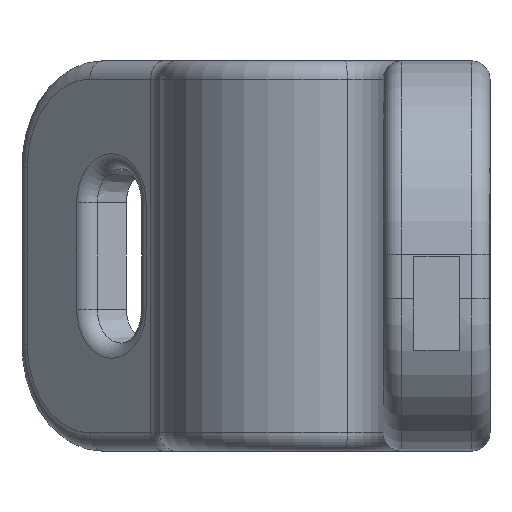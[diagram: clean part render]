
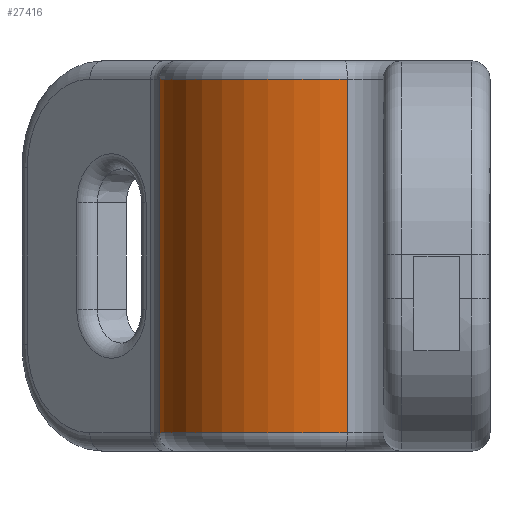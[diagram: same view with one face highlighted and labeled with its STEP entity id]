
A CAD part, left-side view. The second image highlights one B-rep face of the part: STEP entity #27416.
In plain terms, the highlighted cylindrical face has radius 5.5 mm (diameter 11 mm), a partial arc.
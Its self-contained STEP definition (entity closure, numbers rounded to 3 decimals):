
#486=CARTESIAN_POINT('',(0.,-0.15,-5.8));
#487=DIRECTION('',(0.,0.,-1.));
#488=DIRECTION('',(-0.993,-0.121,0.));
#489=AXIS2_PLACEMENT_3D('',#486,#487,#488);
#4306=DIRECTION('',(0.,0.,1.));
#4307=VECTOR('',#4306,11.6);
#4308=CARTESIAN_POINT('',(-5.459,-0.818,-5.8));
#4309=LINE('',#4308,#4307);
#4310=DIRECTION('',(0.,0.,1.));
#4311=VECTOR('',#4310,11.6);
#4312=CARTESIAN_POINT('',(0.381,5.337,-5.8));
#4313=LINE('',#4312,#4311);
#4415=CARTESIAN_POINT('',(0.,-0.15,5.8));
#4416=DIRECTION('',(0.,0.,1.));
#4417=DIRECTION('',(0.069,0.998,0.));
#4418=AXIS2_PLACEMENT_3D('',#4415,#4416,#4417);
#19578=CARTESIAN_POINT('',(-5.459,-0.818,-5.8));
#19579=CARTESIAN_POINT('',(-5.459,-0.818,5.8));
#19580=VERTEX_POINT('',#19578);
#19581=VERTEX_POINT('',#19579);
#19582=CARTESIAN_POINT('',(0.381,5.337,-5.8));
#19583=CARTESIAN_POINT('',(0.381,5.337,5.8));
#19584=VERTEX_POINT('',#19582);
#19585=VERTEX_POINT('',#19583);
#27403=CARTESIAN_POINT('',(0.,-0.15,-6.4));
#27404=DIRECTION('',(0.,0.,1.));
#27405=DIRECTION('',(1.,0.,0.));
#27406=AXIS2_PLACEMENT_3D('',#27403,#27404,#27405);
#27407=CYLINDRICAL_SURFACE('',#27406,5.5);
#27408=ORIENTED_EDGE('',*,*,#27395,.F.);
#27409=ORIENTED_EDGE('',*,*,#24533,.T.);
#27411=ORIENTED_EDGE('',*,*,#27410,.T.);
#27413=ORIENTED_EDGE('',*,*,#27412,.T.);
#27414=EDGE_LOOP('',(#27408,#27409,#27411,#27413));
#27415=FACE_OUTER_BOUND('',#27414,.F.);
#27416=ADVANCED_FACE('',(#27415),#27407,.T.);
#490=CIRCLE('',#489,5.5);
#4419=CIRCLE('',#4418,5.5);
#24533=EDGE_CURVE('',#19580,#19584,#490,.T.);
#27395=EDGE_CURVE('',#19580,#19581,#4309,.T.);
#27410=EDGE_CURVE('',#19584,#19585,#4313,.T.);
#27412=EDGE_CURVE('',#19585,#19581,#4419,.T.);
